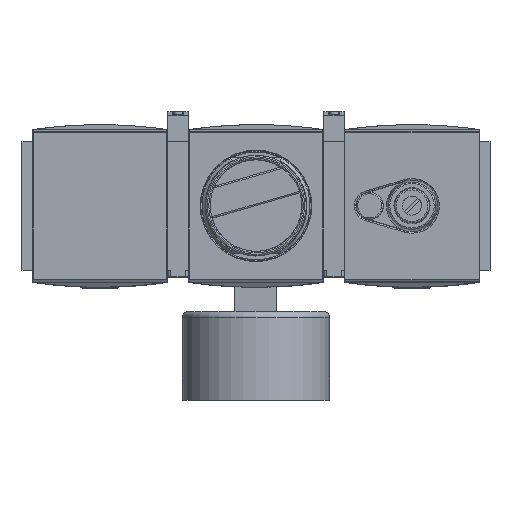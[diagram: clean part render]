
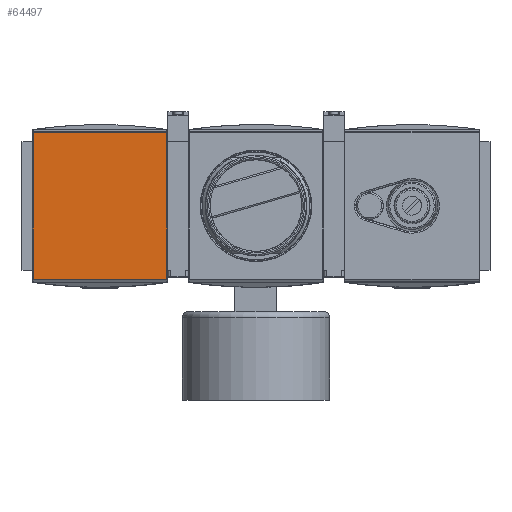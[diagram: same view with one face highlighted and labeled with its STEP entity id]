
A CAD part, top view. The second image highlights one B-rep face of the part: STEP entity #64497.
In plain terms, the highlighted planar face has unit normal (0, 0, 1).
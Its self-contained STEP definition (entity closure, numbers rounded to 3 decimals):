
#64272=CARTESIAN_POINT('',(-29.75,24.431,34.));
#64273=VERTEX_POINT('',#64272);
#64314=CARTESIAN_POINT('',(-29.75,-24.458,34.));
#64315=VERTEX_POINT('',#64314);
#64348=CARTESIAN_POINT('',(-29.75,24.431,34.));
#64349=DIRECTION('',(0.0,-1.0,0.0));
#64350=VECTOR('',#64349,48.889);
#64351=LINE('',#64348,#64350);
#64352=EDGE_CURVE('',#64273,#64315,#64351,.T.);
#64454=CARTESIAN_POINT('',(-74.25,-24.458,34.));
#64455=VERTEX_POINT('',#64454);
#64465=CARTESIAN_POINT('',(-29.75,-24.458,34.));
#64466=DIRECTION('',(-1.0,0.0,0.0));
#64467=VECTOR('',#64466,44.5);
#64468=LINE('',#64465,#64467);
#64469=EDGE_CURVE('',#64315,#64455,#64468,.T.);
#64474=CARTESIAN_POINT('',(-52.0,0.,34.));
#64475=DIRECTION('',(0.0,0.0,-1.0));
#64476=DIRECTION('',(0.0,1.0,0.0));
#64477=AXIS2_PLACEMENT_3D('',#64474,#64475,#64476);
#64478=PLANE('',#64477);
#64479=CARTESIAN_POINT('',(-74.25,24.431,34.));
#64480=VERTEX_POINT('',#64479);
#64481=CARTESIAN_POINT('',(-74.25,-24.458,34.));
#64482=DIRECTION('',(0.0,1.0,0.0));
#64483=VECTOR('',#64482,48.889);
#64484=LINE('',#64481,#64483);
#64485=EDGE_CURVE('',#64455,#64480,#64484,.T.);
#64486=ORIENTED_EDGE('',*,*,#64485,.F.);
#64487=ORIENTED_EDGE('',*,*,#64469,.F.);
#64488=ORIENTED_EDGE('',*,*,#64352,.F.);
#64489=CARTESIAN_POINT('',(-74.25,24.431,34.));
#64490=DIRECTION('',(1.0,0.0,0.0));
#64491=VECTOR('',#64490,44.5);
#64492=LINE('',#64489,#64491);
#64493=EDGE_CURVE('',#64480,#64273,#64492,.T.);
#64494=ORIENTED_EDGE('',*,*,#64493,.F.);
#64495=EDGE_LOOP('',(#64486,#64487,#64488,#64494));
#64496=FACE_OUTER_BOUND('',#64495,.T.);
#64497=ADVANCED_FACE('',(#64496),#64478,.F.);
